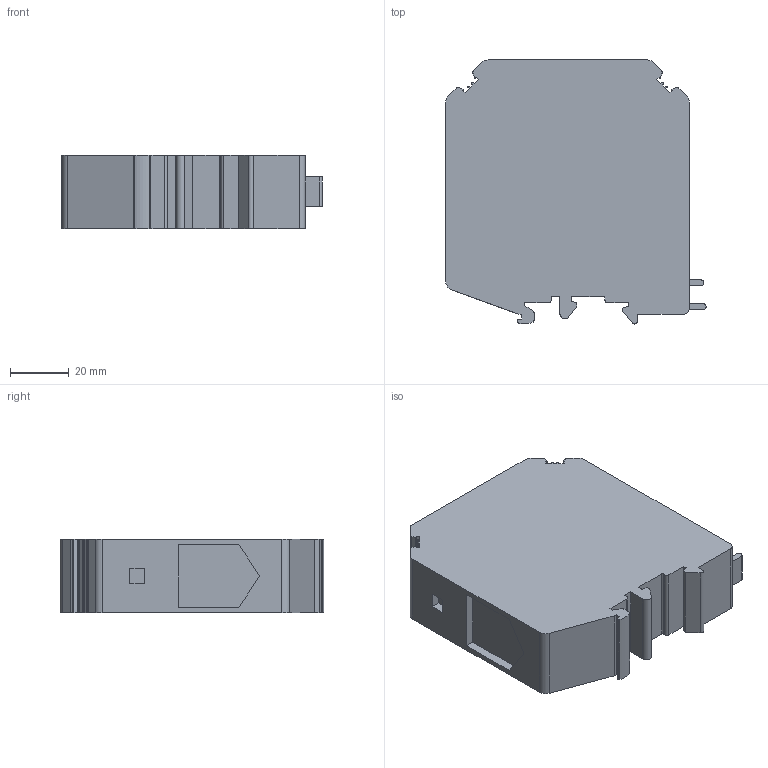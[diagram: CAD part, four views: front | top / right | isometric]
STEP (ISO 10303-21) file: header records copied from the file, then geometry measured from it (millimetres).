
FILE_DESCRIPTION(('OneSpaceDesigner STEP Export'),'2;1');
FILE_NAME('3010013_ukh95-select.stp','2004-12-14T 9:43:48',(''),(''),'OneSpace Designer STEP processor (Jan. 2003) for AP203(Solid Model)','OneSpace Designer 12.01C 26-Mar-2004 (C) CoCreate Software GmbH','');
FILE_SCHEMA(('CONFIG_CONTROL_DESIGN'));
Length unit declared in the file: millimetre
Products named in the file (2): 3010013_ukh95-select
Assembly tree (1 placements, depth 2):
  3010013_ukh95-select
    3010013_ukh95-select
Bounding box: 88.57 x 89.8 x 25 mm (x, y, z)
Volume: 164751.6 mm3; surface area: 24001.8 mm2
Topology: 1 solids, 1 shells, 147 faces, 411 edges, 274 vertices
Faces by surface type: plane 95, cylinder 48, extrusion 4
Entity records: 5942 total; most frequent: CARTESIAN_POINT 830, ORIENTED_EDGE 822, DIRECTION 716, EDGE_CURVE 411, VECTOR 308, LINE 304, VERTEX_POINT 274, AXIS2_PLACEMENT_3D 204
